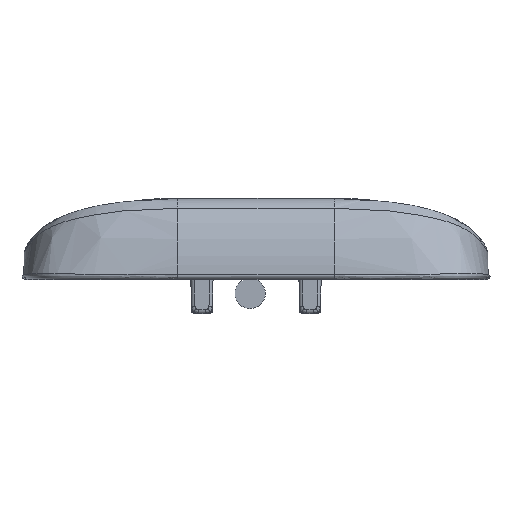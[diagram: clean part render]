
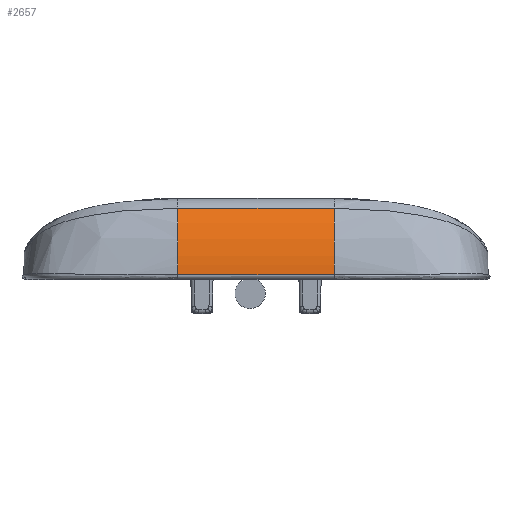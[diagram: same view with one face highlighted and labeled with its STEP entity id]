
A CAD part, left-side view. The second image highlights one B-rep face of the part: STEP entity #2657.
In plain terms, the highlighted free-form (B-spline) face has degree [3, 1] with [4, 2] control points.
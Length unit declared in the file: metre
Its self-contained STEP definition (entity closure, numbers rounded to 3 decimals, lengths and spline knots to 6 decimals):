
#301=B_SPLINE_SURFACE_WITH_KNOTS('',3,1,((#5375,#5376),(#5377,#5378),(#5379,
#5380),(#5381,#5382)),.SURF_OF_LINEAR_EXTRUSION.,.F.,.F.,.F.,(4,4),(2,2),
(0.,1.),(0.,1.),
 .PIECEWISE_BEZIER_KNOTS.);
#432=B_SPLINE_CURVE_WITH_KNOTS('',3,(#4401,#4402,#4403,#4404),
 .UNSPECIFIED.,.F.,.F.,(4,4),(0.,0.003688),
 .UNSPECIFIED.);
#453=B_SPLINE_CURVE_WITH_KNOTS('',3,(#5385,#5386,#5387,#5388),
 .UNSPECIFIED.,.F.,.F.,(4,4),(0.,0.00369),
 .UNSPECIFIED.);
#666=ORIENTED_EDGE('',*,*,#1448,.F.);
#667=ORIENTED_EDGE('',*,*,#1480,.F.);
#668=ORIENTED_EDGE('',*,*,#1481,.T.);
#669=ORIENTED_EDGE('',*,*,#1478,.T.);
#1448=EDGE_CURVE('',#1864,#1867,#432,.T.);
#1478=EDGE_CURVE('',#1884,#1867,#2122,.T.);
#1480=EDGE_CURVE('',#1885,#1864,#2123,.T.);
#1481=EDGE_CURVE('',#1885,#1884,#453,.T.);
#1864=VERTEX_POINT('',#4201);
#1867=VERTEX_POINT('',#4395);
#1884=VERTEX_POINT('',#5370);
#1885=VERTEX_POINT('',#5384);
#2122=LINE('',#5369,#2197);
#2123=LINE('',#5383,#2198);
#2197=VECTOR('',#3132,1.);
#2198=VECTOR('',#3133,1.);
#2284=EDGE_LOOP('',(#666,#667,#668,#669));
#2461=FACE_BOUND('',#2284,.T.);
#2657=ADVANCED_FACE('',(#2461),#301,.T.);
#3132=DIRECTION('',(0.,-1.,0.));
#3133=DIRECTION('',(0.,-1.,0.));
#4201=CARTESIAN_POINT('',(-0.007633,0.,0.005056));
#4395=CARTESIAN_POINT('',(-0.008743,0.,0.00156));
#4401=CARTESIAN_POINT('',(-0.007633,0.,0.005056));
#4402=CARTESIAN_POINT('',(-0.008358,0.,0.004039));
#4403=CARTESIAN_POINT('',(-0.008691,0.,0.002804));
#4404=CARTESIAN_POINT('',(-0.008742,0.,0.00156));
#5369=CARTESIAN_POINT('',(-0.008743,0.008244,0.00156));
#5370=CARTESIAN_POINT('',(-0.008743,0.008244,0.001559));
#5375=CARTESIAN_POINT('',(-0.007633,0.008244,0.005056));
#5376=CARTESIAN_POINT('',(-0.007633,0.,0.005056));
#5377=CARTESIAN_POINT('',(-0.008358,0.008244,0.004039));
#5378=CARTESIAN_POINT('',(-0.008358,0.,0.004039));
#5379=CARTESIAN_POINT('',(-0.008691,0.008244,0.002804));
#5380=CARTESIAN_POINT('',(-0.008691,0.,0.002804));
#5381=CARTESIAN_POINT('',(-0.008742,0.008244,0.00156));
#5382=CARTESIAN_POINT('',(-0.008742,0.,0.00156));
#5383=CARTESIAN_POINT('',(-0.007633,0.008244,0.005056));
#5384=CARTESIAN_POINT('',(-0.007633,0.008244,0.005056));
#5385=CARTESIAN_POINT('',(-0.007633,0.008244,0.005056));
#5386=CARTESIAN_POINT('',(-0.008358,0.008244,0.004038));
#5387=CARTESIAN_POINT('',(-0.008691,0.008244,0.002803));
#5388=CARTESIAN_POINT('',(-0.008742,0.008244,0.001559));
